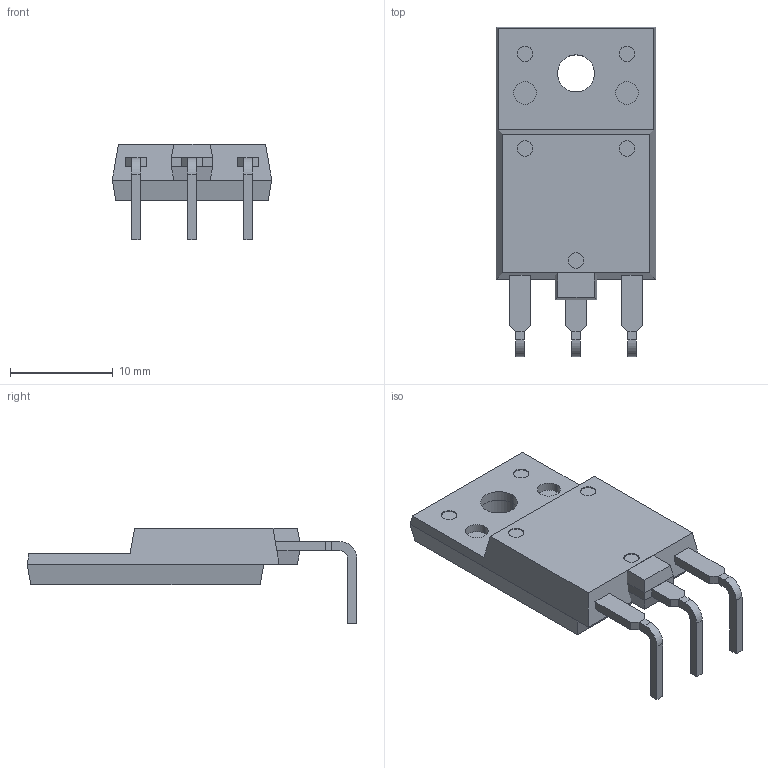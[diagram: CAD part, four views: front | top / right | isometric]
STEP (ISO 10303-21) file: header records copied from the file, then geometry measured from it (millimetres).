
FILE_DESCRIPTION((''),'2;1');
FILE_NAME('FAIRCHILD_TO-3PF_h.stp','2012-09-26T08:24:03',(''),(''),'Mechanical Desktop 2011','Mechanical Desktop 2011',', , ');
FILE_SCHEMA(('AUTOMOTIVE_DESIGN { 1 2 10303 214 1 1 1 1 }'));
Length unit declared in the file: millimetre
Products named in the file (1): Product
Bounding box: 15.5 x 32.05 x 9.3 mm (x, y, z)
Volume: 1609.6 mm3; surface area: 2042 mm2
Topology: 9 solids, 9 shells, 120 faces, 266 edges, 176 vertices
Faces by surface type: plane 86, cylinder 34
Entity records: 3358 total; most frequent: DIRECTION 576, CARTESIAN_POINT 563, ORIENTED_EDGE 532, EDGE_CURVE 266, VECTOR 198, LINE 198, AXIS2_PLACEMENT_3D 189, VERTEX_POINT 176
